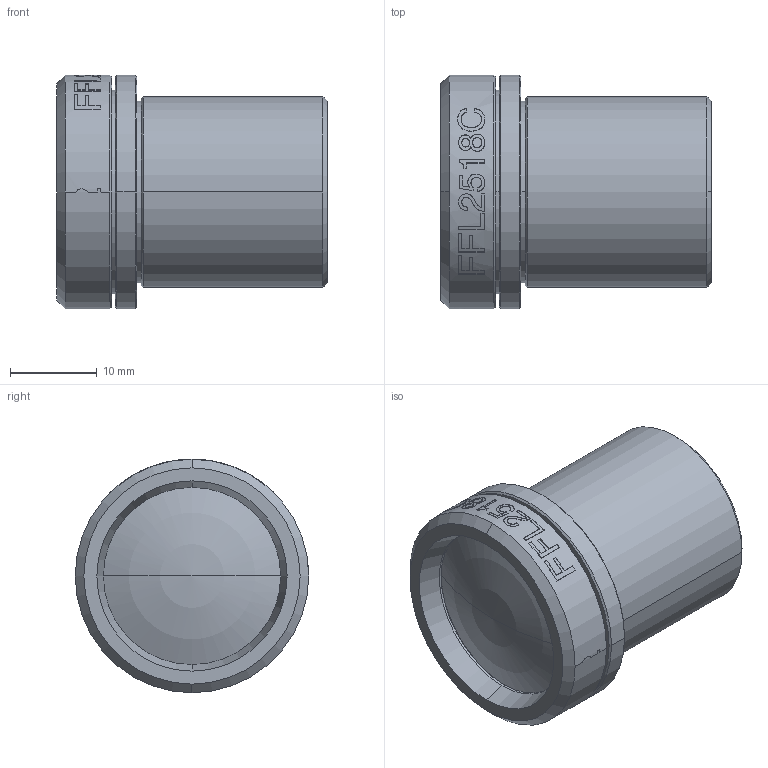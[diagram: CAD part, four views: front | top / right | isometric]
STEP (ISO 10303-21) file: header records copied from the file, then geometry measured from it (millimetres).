
FILE_DESCRIPTION((''),'2;1');
FILE_NAME('_FF014177_ASM_ASMC','2020-09-04T',('Administrator'),(''),'PRO/ENGINEER BY PARAMETRIC TECHNOLOGY CORPORATION, 2014320','PRO/ENGINEER BY PARAMETRIC TECHNOLOGY CORPORATION, 2014320','');
FILE_SCHEMA(('CONFIG_CONTROL_DESIGN','SHAPE_APPEARANCE_LAYERS_GROUPS'));
Length unit declared in the file: millimetre
Products named in the file (1): _FF014177_ASM_ASMC
Bounding box: 31.28 x 27 x 27 mm (x, y, z)
Volume: 7850.2 mm3; surface area: 6985.9 mm2
Topology: 1 solids, 2 shells, 297 faces, 759 edges, 493 vertices
Faces by surface type: bspline 82, plane 77, cone 70, cylinder 60, sphere 8
Entity records: 14304 total; most frequent: CARTESIAN_POINT 6358, ORIENTED_EDGE 1502, DIRECTION 1287, EDGE_CURVE 751, AXIS2_PLACEMENT_3D 493, VERTEX_POINT 493, EDGE_LOOP 332, VECTOR 301
